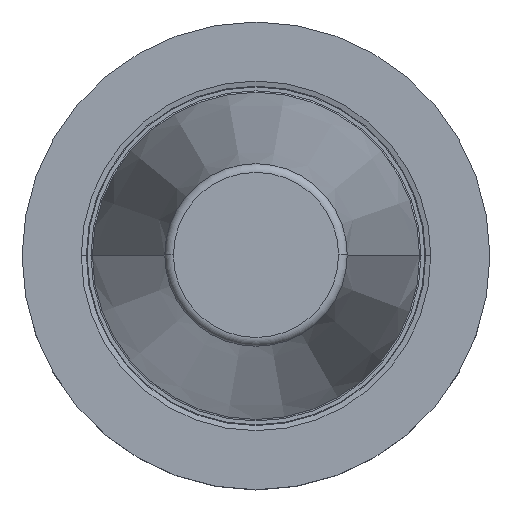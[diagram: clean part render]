
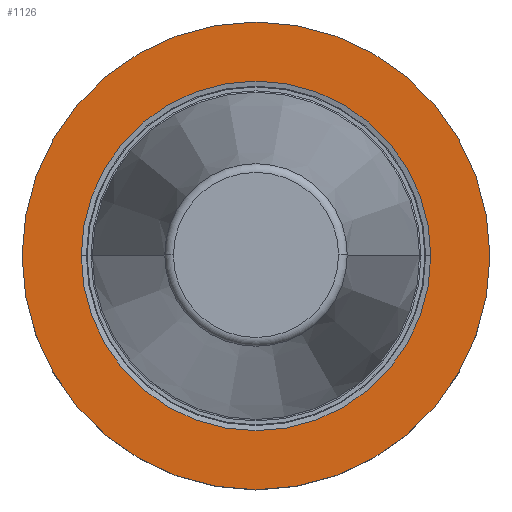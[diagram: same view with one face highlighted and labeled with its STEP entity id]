
A CAD part, top view. The second image highlights one B-rep face of the part: STEP entity #1126.
In plain terms, the highlighted planar face has unit normal (0, 0, 1).
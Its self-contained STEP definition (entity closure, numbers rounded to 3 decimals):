
#83=CARTESIAN_POINT('',(0.,0.,-3.2));
#84=DIRECTION('',(0.,0.,-1.));
#85=DIRECTION('',(-1.,0.,0.));
#86=AXIS2_PLACEMENT_3D('',#83,#84,#85);
#91=CARTESIAN_POINT('',(0.,0.,-3.2));
#92=DIRECTION('',(0.,0.,-1.));
#93=DIRECTION('',(1.,0.,0.));
#94=AXIS2_PLACEMENT_3D('',#91,#92,#93);
#99=CARTESIAN_POINT('',(0.,0.,-3.2));
#100=DIRECTION('',(0.,0.,1.));
#101=DIRECTION('',(1.,0.,0.));
#102=AXIS2_PLACEMENT_3D('',#99,#100,#101);
#107=CARTESIAN_POINT('',(0.,0.,-3.2));
#108=DIRECTION('',(0.,0.,1.));
#109=DIRECTION('',(-1.,0.,0.));
#110=AXIS2_PLACEMENT_3D('',#107,#108,#109);
#925=CARTESIAN_POINT('',(-31.775,0.,-3.2));
#926=VERTEX_POINT('',#925);
#927=CARTESIAN_POINT('',(31.775,0.,-3.2));
#928=VERTEX_POINT('',#927);
#933=CARTESIAN_POINT('',(23.746,0.,-3.2));
#934=CARTESIAN_POINT('',(-23.746,0.,-3.2));
#935=VERTEX_POINT('',#933);
#936=VERTEX_POINT('',#934);
#1111=CARTESIAN_POINT('',(0.,0.,-3.2));
#1112=DIRECTION('',(0.,0.,-1.));
#1113=DIRECTION('',(-1.,0.,0.));
#1114=AXIS2_PLACEMENT_3D('',#1111,#1112,#1113);
#1115=PLANE('',#1114);
#1116=ORIENTED_EDGE('',*,*,#1105,.T.);
#1117=ORIENTED_EDGE('',*,*,#1062,.T.);
#1118=EDGE_LOOP('',(#1116,#1117));
#1119=FACE_OUTER_BOUND('',#1118,.F.);
#1121=ORIENTED_EDGE('',*,*,#1120,.T.);
#1123=ORIENTED_EDGE('',*,*,#1122,.T.);
#1124=EDGE_LOOP('',(#1121,#1123));
#1125=FACE_BOUND('',#1124,.F.);
#1126=ADVANCED_FACE('',(#1119,#1125),#1115,.F.);
#87=CIRCLE('',#86,31.775);
#95=CIRCLE('',#94,31.775);
#103=CIRCLE('',#102,23.746);
#111=CIRCLE('',#110,23.746);
#1062=EDGE_CURVE('',#928,#926,#95,.T.);
#1105=EDGE_CURVE('',#926,#928,#87,.T.);
#1120=EDGE_CURVE('',#935,#936,#103,.T.);
#1122=EDGE_CURVE('',#936,#935,#111,.T.);
